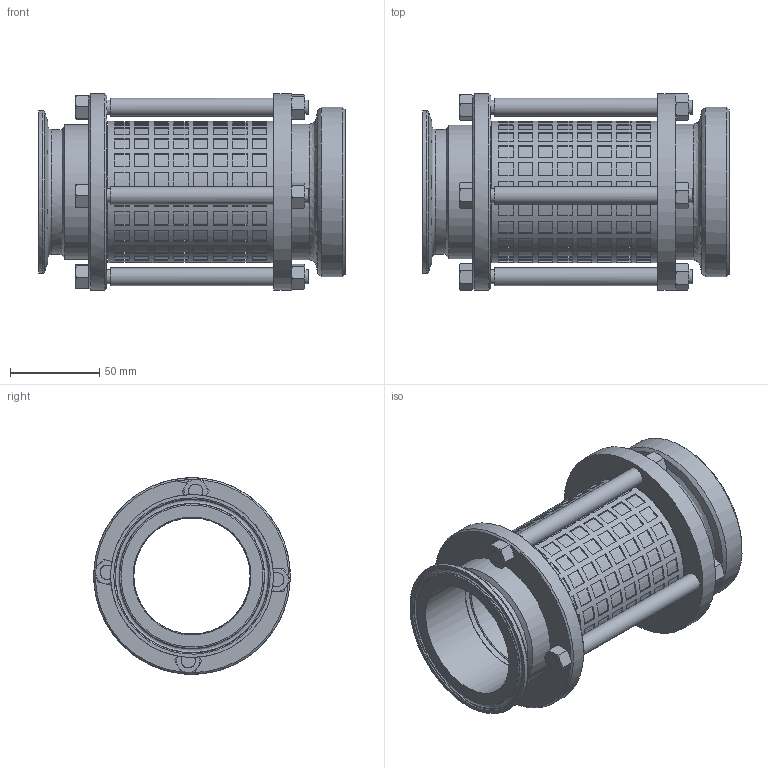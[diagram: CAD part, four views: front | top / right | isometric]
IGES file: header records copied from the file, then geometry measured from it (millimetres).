
Global section: file name: 51090065000; native system: Autodesk Inventor 2015; preprocessor: unknown; author: Struska Martin; date: 20160316.072830; units: millimetre
Bounding box: 171.4 x 109.91 x 109.98 mm (x, y, z)
Volume: 358414.3 mm3; surface area: 163961.3 mm2
Topology: 2 solids, 8 shells, 972 faces, 2735 edges, 1812 vertices
Faces by surface type: bspline 972
